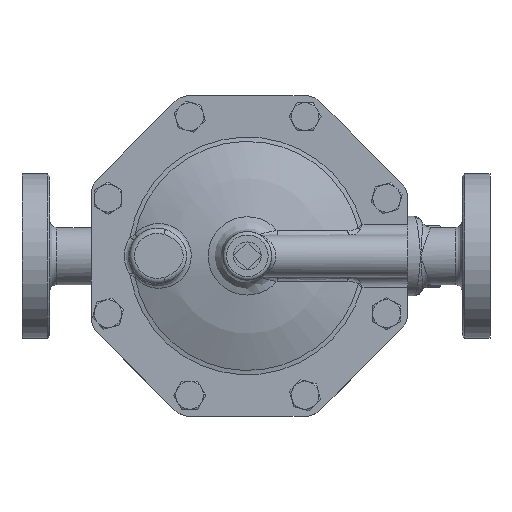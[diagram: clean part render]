
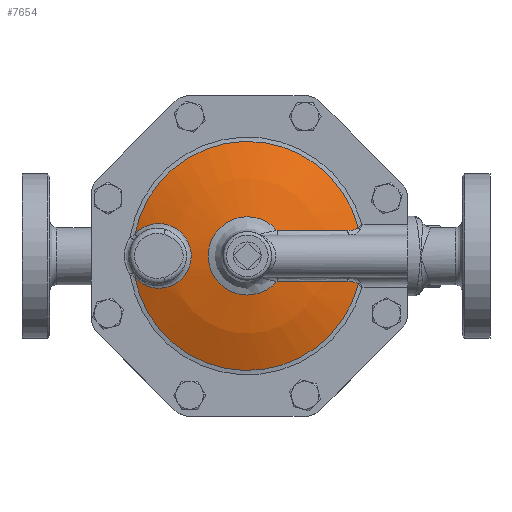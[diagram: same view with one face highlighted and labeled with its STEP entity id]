
A CAD part, top view. The second image highlights one B-rep face of the part: STEP entity #7654.
In plain terms, the highlighted spherical face has radius 160 mm.
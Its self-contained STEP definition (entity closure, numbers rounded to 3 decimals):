
#7218=CARTESIAN_POINT('',(-64.877,-12.508,17.035));
#7219=VERTEX_POINT('',#7218);
#7227=CARTESIAN_POINT('',(-64.877,12.508,17.035));
#7228=VERTEX_POINT('',#7227);
#7229=CARTESIAN_POINT('',(-64.877,-12.508,17.035));
#7230=CARTESIAN_POINT('',(-64.16,-13.301,17.287));
#7231=CARTESIAN_POINT('',(-62.981,-14.399,17.699));
#7232=CARTESIAN_POINT('',(-61.25,-15.636,18.301));
#7233=CARTESIAN_POINT('',(-59.44,-16.712,18.928));
#7234=CARTESIAN_POINT('',(-57.497,-17.553,19.599));
#7235=CARTESIAN_POINT('',(-55.491,-18.135,20.287));
#7236=CARTESIAN_POINT('',(-53.44,-18.548,20.989));
#7237=CARTESIAN_POINT('',(-51.51,-18.687,21.646));
#7238=CARTESIAN_POINT('',(-49.676,-18.613,22.267));
#7239=CARTESIAN_POINT('',(-48.635,-18.504,22.618));
#7240=CARTESIAN_POINT('',(-47.264,-18.283,23.08));
#7241=CARTESIAN_POINT('',(-45.642,-17.893,23.625));
#7242=CARTESIAN_POINT('',(-43.984,-17.288,24.179));
#7243=CARTESIAN_POINT('',(-42.703,-16.693,24.606));
#7244=CARTESIAN_POINT('',(-41.461,-16.028,25.019));
#7245=CARTESIAN_POINT('',(-39.977,-15.063,25.512));
#7246=CARTESIAN_POINT('',(-38.318,-13.691,26.06));
#7247=CARTESIAN_POINT('',(-37.072,-12.391,26.47));
#7248=CARTESIAN_POINT('',(-36.172,-11.273,26.766));
#7249=CARTESIAN_POINT('',(-34.913,-9.509,27.179));
#7250=CARTESIAN_POINT('',(-33.901,-7.537,27.51));
#7251=CARTESIAN_POINT('',(-33.2,-5.465,27.738));
#7252=CARTESIAN_POINT('',(-32.812,-4.052,27.865));
#7253=CARTESIAN_POINT('',(-32.482,-2.233,27.972));
#7254=CARTESIAN_POINT('',(-32.349,-0.015,28.016));
#7255=CARTESIAN_POINT('',(-32.477,2.18,27.974));
#7256=CARTESIAN_POINT('',(-32.865,4.365,27.848));
#7257=CARTESIAN_POINT('',(-33.402,6.13,27.672));
#7258=CARTESIAN_POINT('',(-33.949,7.485,27.494));
#7259=CARTESIAN_POINT('',(-34.569,8.796,27.291));
#7260=CARTESIAN_POINT('',(-35.491,10.371,26.989));
#7261=CARTESIAN_POINT('',(-36.586,11.821,26.63));
#7262=CARTESIAN_POINT('',(-37.552,12.893,26.312));
#7263=CARTESIAN_POINT('',(-38.568,13.896,25.977));
#7264=CARTESIAN_POINT('',(-39.94,15.036,25.524));
#7265=CARTESIAN_POINT('',(-41.733,16.208,24.929));
#7266=CARTESIAN_POINT('',(-43.638,17.16,24.295));
#7267=CARTESIAN_POINT('',(-46.265,18.123,23.417));
#7268=CARTESIAN_POINT('',(-49.048,18.637,22.48));
#7269=CARTESIAN_POINT('',(-51.497,18.667,21.65));
#7270=CARTESIAN_POINT('',(-52.88,18.569,21.179));
#7271=CARTESIAN_POINT('',(-54.609,18.349,20.59));
#7272=CARTESIAN_POINT('',(-56.49,17.892,19.945));
#7273=CARTESIAN_POINT('',(-58.459,17.136,19.267));
#7274=CARTESIAN_POINT('',(-59.876,16.451,18.777));
#7275=CARTESIAN_POINT('',(-61.243,15.641,18.303));
#7276=CARTESIAN_POINT('',(-62.979,14.4,17.699));
#7277=CARTESIAN_POINT('',(-64.16,13.301,17.287));
#7278=CARTESIAN_POINT('',(-64.877,12.508,17.035));
#7279=B_SPLINE_CURVE_WITH_KNOTS('',3,(#7229,#7230,#7231,#7232,#7233,#7234,#7235,#7236,#7237,#7238,#7239,#7240,#7241,#7242,#7243,#7244,#7245,#7246,#7247,#7248,#7249,#7250,#7251,#7252,#7253,#7254,#7255,#7256,#7257,#7258,#7259,#7260,#7261,#7262,#7263,#7264,#7265,#7266,#7267,#7268,#7269,#7270,#7271,#7272,#7273,#7274,#7275,#7276,#7277,#7278),.UNSPECIFIED.,.F.,.U.,(4,1,1,1,1,1,1,1,1,1,1,1,1,1,1,1,1,1,1,1,1,1,1,1,1,1,1,1,1,1,1,1,1,1,1,1,1,1,1,1,1,1,1,1,1,1,1,4),(-9.4,-9.064,-8.896,-8.728,-8.393,-8.225,-8.057,-7.721,-7.609,-7.47,-7.386,-7.162,-6.938,-6.826,-6.714,-6.49,-6.267,-6.043,-5.931,-5.819,-5.371,-5.259,-5.148,-4.924,-4.7,-4.476,-4.252,-4.029,-3.917,-3.805,-3.581,-3.357,-3.245,-3.133,-2.909,-2.686,-2.462,-2.238,-1.79,-1.567,-1.455,-1.343,-1.007,-0.839,-0.671,-0.504,-0.336,0.0),.UNSPECIFIED.);
#7280=EDGE_CURVE('',#7219,#7228,#7279,.T.);
#7508=CARTESIAN_POINT('',(63.991,-16.453,17.035));
#7509=VERTEX_POINT('',#7508);
#7520=CARTESIAN_POINT('',(0.,0.,17.035));
#7521=DIRECTION('',(0.0,0.0,-1.0));
#7522=DIRECTION('',(-1.0,0.0,0.0));
#7523=AXIS2_PLACEMENT_3D('',#7520,#7521,#7522);
#7524=CIRCLE('',#7523,66.072);
#7525=EDGE_CURVE('',#7509,#7219,#7524,.T.);
#7554=CARTESIAN_POINT('',(63.991,16.453,17.035));
#7555=VERTEX_POINT('',#7554);
#7556=CARTESIAN_POINT('',(0.,0.,17.035));
#7557=DIRECTION('',(0.0,0.0,-1.0));
#7558=DIRECTION('',(-1.0,0.0,0.0));
#7559=AXIS2_PLACEMENT_3D('',#7556,#7557,#7558);
#7560=CIRCLE('',#7559,66.072);
#7561=EDGE_CURVE('',#7228,#7555,#7560,.T.);
#7585=CARTESIAN_POINT('',(0.0,0.0,-128.685));
#7586=DIRECTION('',(0.0,0.0,1.0));
#7587=DIRECTION('',(1.0,0.0,0.0));
#7588=AXIS2_PLACEMENT_3D('',#7585,#7586,#7587);
#7589=SPHERICAL_SURFACE('',#7588,160.0);
#7590=ORIENTED_EDGE('',*,*,#7280,.F.);
#7591=ORIENTED_EDGE('',*,*,#7525,.F.);
#7592=CARTESIAN_POINT('',(57.965,-14.724,19.717));
#7593=VERTEX_POINT('',#7592);
#7594=CARTESIAN_POINT('',(57.965,-14.724,19.717));
#7595=CARTESIAN_POINT('',(58.35,-14.724,19.567));
#7596=CARTESIAN_POINT('',(58.969,-14.742,19.32));
#7597=CARTESIAN_POINT('',(59.894,-14.821,18.94));
#7598=CARTESIAN_POINT('',(60.733,-14.939,18.586));
#7599=CARTESIAN_POINT('',(61.478,-15.102,18.259));
#7600=CARTESIAN_POINT('',(62.06,-15.276,17.996));
#7601=CARTESIAN_POINT('',(62.523,-15.443,17.781));
#7602=CARTESIAN_POINT('',(62.939,-15.633,17.583));
#7603=CARTESIAN_POINT('',(63.334,-15.861,17.388));
#7604=CARTESIAN_POINT('',(63.677,-16.108,17.212));
#7605=CARTESIAN_POINT('',(63.896,-16.33,17.091));
#7606=CARTESIAN_POINT('',(63.991,-16.453,17.035));
#7607=B_SPLINE_CURVE_WITH_KNOTS('',3,(#7594,#7595,#7596,#7597,#7598,#7599,#7600,#7601,#7602,#7603,#7604,#7605,#7606),.UNSPECIFIED.,.F.,.U.,(4,1,1,1,1,1,1,1,1,1,4),(-0.707,-0.581,-0.505,-0.404,-0.303,-0.253,-0.202,-0.139,-0.101,-0.051,0.),.UNSPECIFIED.);
#7608=EDGE_CURVE('',#7593,#7509,#7607,.T.);
#7609=ORIENTED_EDGE('',*,*,#7608,.F.);
#7610=CARTESIAN_POINT('',(17.13,-14.724,29.712));
#7611=VERTEX_POINT('',#7610);
#7612=CARTESIAN_POINT('',(0.,-14.724,-128.685));
#7613=DIRECTION('',(0.,1.,0.));
#7614=DIRECTION('',(-0.108,0.,-0.994));
#7615=AXIS2_PLACEMENT_3D('',#7612,#7613,#7614);
#7616=CIRCLE('',#7615,159.321);
#7617=EDGE_CURVE('',#7611,#7593,#7616,.T.);
#7618=ORIENTED_EDGE('',*,*,#7617,.F.);
#7619=CARTESIAN_POINT('',(17.13,14.724,29.712));
#7620=VERTEX_POINT('',#7619);
#7621=CARTESIAN_POINT('',(0.,0.,29.712));
#7622=DIRECTION('',(0.0,0.0,1.0));
#7623=DIRECTION('',(-1.0,0.0,0.0));
#7624=AXIS2_PLACEMENT_3D('',#7621,#7622,#7623);
#7625=CIRCLE('',#7624,22.588);
#7626=EDGE_CURVE('',#7620,#7611,#7625,.T.);
#7627=ORIENTED_EDGE('',*,*,#7626,.F.);
#7628=CARTESIAN_POINT('',(57.965,14.724,19.717));
#7629=VERTEX_POINT('',#7628);
#7630=CARTESIAN_POINT('',(0.0,14.724,-128.685));
#7631=DIRECTION('',(0.0,-1.,0.0));
#7632=DIRECTION('',(-0.108,0.0,-0.994));
#7633=AXIS2_PLACEMENT_3D('',#7630,#7631,#7632);
#7634=CIRCLE('',#7633,159.321);
#7635=EDGE_CURVE('',#7629,#7620,#7634,.T.);
#7636=ORIENTED_EDGE('',*,*,#7635,.F.);
#7637=CARTESIAN_POINT('',(63.991,16.453,17.035));
#7638=CARTESIAN_POINT('',(63.896,16.33,17.091));
#7639=CARTESIAN_POINT('',(63.677,16.108,17.212));
#7640=CARTESIAN_POINT('',(63.303,15.838,17.404));
#7641=CARTESIAN_POINT('',(62.904,15.616,17.6));
#7642=CARTESIAN_POINT('',(62.349,15.369,17.864));
#7643=CARTESIAN_POINT('',(61.339,15.042,18.325));
#7644=CARTESIAN_POINT('',(60.278,14.861,18.781));
#7645=CARTESIAN_POINT('',(59.047,14.746,19.289));
#7646=CARTESIAN_POINT('',(58.427,14.724,19.537));
#7647=CARTESIAN_POINT('',(57.965,14.724,19.717));
#7648=B_SPLINE_CURVE_WITH_KNOTS('',3,(#7637,#7638,#7639,#7640,#7641,#7642,#7643,#7644,#7645,#7646,#7647),.UNSPECIFIED.,.F.,.U.,(4,1,1,1,1,1,1,1,4),(-0.707,-0.657,-0.606,-0.556,-0.505,-0.404,-0.202,-0.152,0.),.UNSPECIFIED.);
#7649=EDGE_CURVE('',#7555,#7629,#7648,.T.);
#7650=ORIENTED_EDGE('',*,*,#7649,.F.);
#7651=ORIENTED_EDGE('',*,*,#7561,.F.);
#7652=EDGE_LOOP('',(#7590,#7591,#7609,#7618,#7627,#7636,#7650,#7651));
#7653=FACE_OUTER_BOUND('',#7652,.T.);
#7654=ADVANCED_FACE('',(#7653),#7589,.T.);
